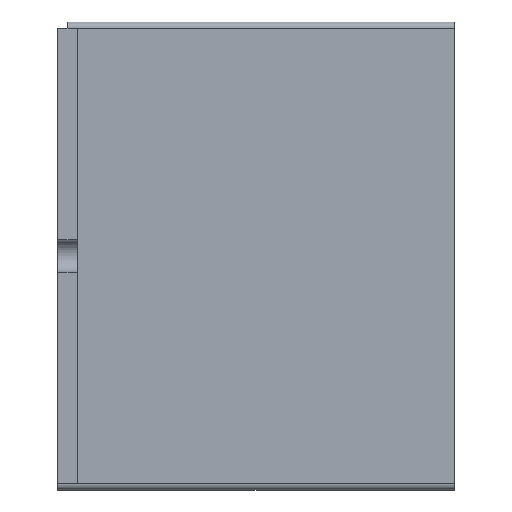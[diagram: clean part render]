
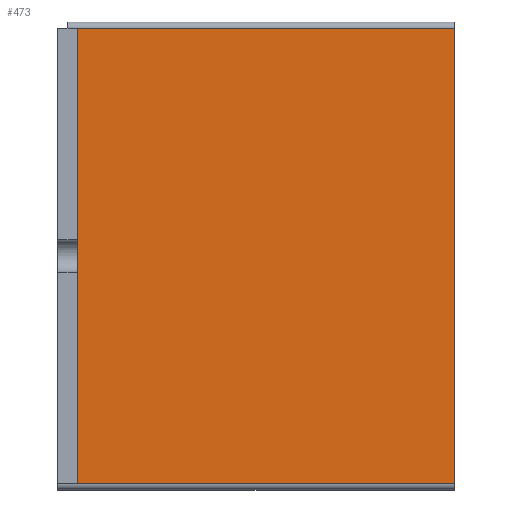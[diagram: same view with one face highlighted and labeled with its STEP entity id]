
A CAD part, top view. The second image highlights one B-rep face of the part: STEP entity #473.
In plain terms, the highlighted planar face has unit normal (0, 0, 1).
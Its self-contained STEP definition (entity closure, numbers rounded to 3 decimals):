
#47=PLANE('',#509);
#59=VECTOR('',#530,1.);
#83=VECTOR('',#587,1.);
#92=VECTOR('',#608,1.);
#94=VECTOR('',#610,1.);
#106=LINE('',#641,#59);
#130=LINE('',#709,#83);
#139=LINE('',#734,#92);
#141=LINE('',#737,#94);
#152=VERTEX_POINT('',#640);
#153=VERTEX_POINT('',#642);
#177=VERTEX_POINT('',#710);
#186=VERTEX_POINT('',#735);
#213=EDGE_CURVE('',#153,#152,#106,.T.);
#248=EDGE_CURVE('',#153,#177,#130,.T.);
#261=EDGE_CURVE('',#177,#186,#139,.T.);
#264=EDGE_CURVE('',#186,#152,#141,.T.);
#391=ORIENTED_EDGE('',*,*,#213,.T.);
#392=ORIENTED_EDGE('',*,*,#264,.F.);
#393=ORIENTED_EDGE('',*,*,#261,.F.);
#394=ORIENTED_EDGE('',*,*,#248,.F.);
#423=EDGE_LOOP('',(#391,#392,#393,#394));
#449=FACE_BOUND('',#423,.T.);
#473=ADVANCED_FACE('',(#449),#47,.T.);
#509=AXIS2_PLACEMENT_3D('',#740,#613,$);
#530=DIRECTION('',(0.,-1.,0.));
#587=DIRECTION('',(1.,0.,0.));
#608=DIRECTION('',(0.,-1.,0.));
#610=DIRECTION('',(-1.,0.,0.));
#613=DIRECTION('',(0.,0.,1.));
#640=CARTESIAN_POINT('',(3.,-35.,5.));
#641=CARTESIAN_POINT('',(3.,0.,5.));
#642=CARTESIAN_POINT('',(3.,35.,5.));
#709=CARTESIAN_POINT('',(61.,35.,5.));
#710=CARTESIAN_POINT('',(61.,35.,5.));
#734=CARTESIAN_POINT('',(61.,-35.,5.));
#735=CARTESIAN_POINT('',(61.,-35.,5.));
#737=CARTESIAN_POINT('',(0.,-35.,5.));
#740=CARTESIAN_POINT('',(30.5,0.,5.));
